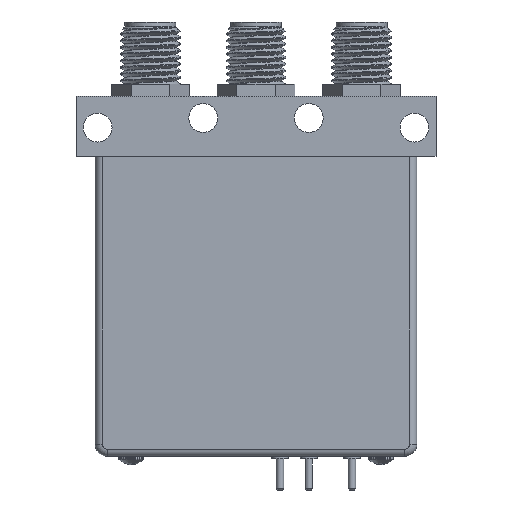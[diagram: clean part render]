
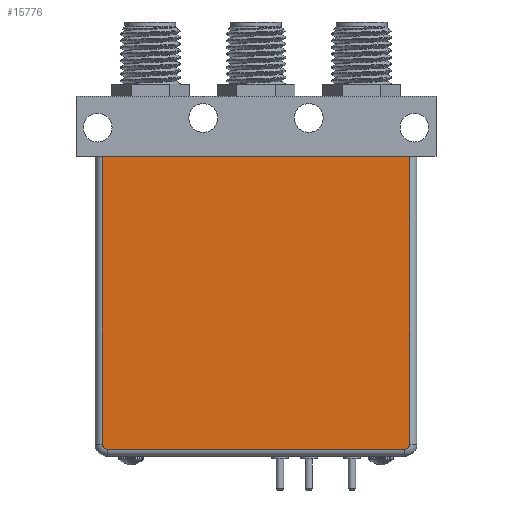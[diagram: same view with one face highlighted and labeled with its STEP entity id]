
A CAD part, front view. The second image highlights one B-rep face of the part: STEP entity #15776.
In plain terms, the highlighted planar face has unit normal (0, -1, 0).
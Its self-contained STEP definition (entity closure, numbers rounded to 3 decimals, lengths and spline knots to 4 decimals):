
#426 = LINE ( 'NONE', #23515, #48932 ) ;
#835 = CARTESIAN_POINT ( 'NONE',  ( 0.62, -0.26, -0.72 ) ) ;
#2808 = DIRECTION ( 'NONE',  ( 0., 0., -1. ) ) ;
#2894 = EDGE_CURVE ( 'NONE', #29747, #25283, #22557, .T. ) ;
#3377 = VECTOR ( 'NONE', #45935, 39.3701 ) ;
#4403 = FACE_OUTER_BOUND ( 'NONE', #19864, .T. ) ;
#8418 = ORIENTED_EDGE ( 'NONE', *, *, #10499, .T. ) ;
#8743 = VERTEX_POINT ( 'NONE', #46290 ) ;
#8752 = CARTESIAN_POINT ( 'NONE',  ( -0.62, -0.26, -0.72 ) ) ;
#10499 = EDGE_CURVE ( 'NONE', #8743, #25283, #26759, .T. ) ;
#10631 = CARTESIAN_POINT ( 'NONE',  ( 0., -0.26, 0.5 ) ) ;
#11703 = ORIENTED_EDGE ( 'NONE', *, *, #44556, .T. ) ;
#12250 = PLANE ( 'NONE',  #29335 ) ;
#12512 = CARTESIAN_POINT ( 'NONE',  ( 0., -0.26, 0. ) ) ;
#14715 = CARTESIAN_POINT ( 'NONE',  ( -0.62, -0.26, -0.7 ) ) ;
#15563 = CARTESIAN_POINT ( 'NONE',  ( 0.62, -0.26, -0.72 ) ) ;
#15698 = VERTEX_POINT ( 'NONE', #15563 ) ;
#15776 = ADVANCED_FACE ( 'NONE', ( #4403 ), #12250, .T. ) ;
#17323 = EDGE_CURVE ( 'NONE', #31056, #15698, #23938, .T. ) ;
#17396 = EDGE_CURVE ( 'NONE', #15698, #8743, #25943, .T. ) ;
#18634 = CARTESIAN_POINT ( 'NONE',  ( 0.64, -0.26, 0.5 ) ) ;
#19864 = EDGE_LOOP ( 'NONE', ( #44753, #11703, #46392, #27652, #48569, #8418 ) ) ;
#19887 = DIRECTION ( 'NONE',  ( 0., 0., -1. ) ) ;
#22557 = LINE ( 'NONE', #10631, #3377 ) ;
#22692 = DIRECTION ( 'NONE',  ( 0., 0., 1. ) ) ;
#23515 = CARTESIAN_POINT ( 'NONE',  ( -0.64, -0.26, -0.7 ) ) ;
#23938 = LINE ( 'NONE', #835, #43797 ) ;
#25283 = VERTEX_POINT ( 'NONE', #43983 ) ;
#25575 = CIRCLE ( 'NONE', #32849, 0.02 ) ;
#25943 = CIRCLE ( 'NONE', #44593, 0.02 ) ;
#26759 = LINE ( 'NONE', #18634, #40587 ) ;
#27652 = ORIENTED_EDGE ( 'NONE', *, *, #17323, .T. ) ;
#27741 = DIRECTION ( 'NONE',  ( 0., 0., -1. ) ) ;
#27996 = CARTESIAN_POINT ( 'NONE',  ( 0.62, -0.26, -0.7 ) ) ;
#29335 = AXIS2_PLACEMENT_3D ( 'NONE', #12512, #35869, #19887 ) ;
#29747 = VERTEX_POINT ( 'NONE', #38325 ) ;
#31056 = VERTEX_POINT ( 'NONE', #8752 ) ;
#32849 = AXIS2_PLACEMENT_3D ( 'NONE', #14715, #49762, #2808 ) ;
#35869 = DIRECTION ( 'NONE',  ( 0., -1., 0. ) ) ;
#38325 = CARTESIAN_POINT ( 'NONE',  ( -0.64, -0.26, 0.5 ) ) ;
#40587 = VECTOR ( 'NONE', #22692, 39.3701 ) ;
#43339 = DIRECTION ( 'NONE',  ( 0., 0., -1. ) ) ;
#43797 = VECTOR ( 'NONE', #47815, 39.3701 ) ;
#43983 = CARTESIAN_POINT ( 'NONE',  ( 0.64, -0.26, 0.5 ) ) ;
#44556 = EDGE_CURVE ( 'NONE', #29747, #48147, #426, .T. ) ;
#44593 = AXIS2_PLACEMENT_3D ( 'NONE', #27996, #46812, #27741 ) ;
#44753 = ORIENTED_EDGE ( 'NONE', *, *, #2894, .F. ) ;
#45107 = CARTESIAN_POINT ( 'NONE',  ( -0.64, -0.26, -0.7 ) ) ;
#45935 = DIRECTION ( 'NONE',  ( 1., 0., 0. ) ) ;
#46290 = CARTESIAN_POINT ( 'NONE',  ( 0.64, -0.26, -0.7 ) ) ;
#46392 = ORIENTED_EDGE ( 'NONE', *, *, #47892, .T. ) ;
#46812 = DIRECTION ( 'NONE',  ( 0., -1., 0. ) ) ;
#47815 = DIRECTION ( 'NONE',  ( 1., 0., 0. ) ) ;
#47892 = EDGE_CURVE ( 'NONE', #48147, #31056, #25575, .T. ) ;
#48147 = VERTEX_POINT ( 'NONE', #45107 ) ;
#48569 = ORIENTED_EDGE ( 'NONE', *, *, #17396, .T. ) ;
#48932 = VECTOR ( 'NONE', #43339, 39.3701 ) ;
#49762 = DIRECTION ( 'NONE',  ( 0., -1., 0. ) ) ;
